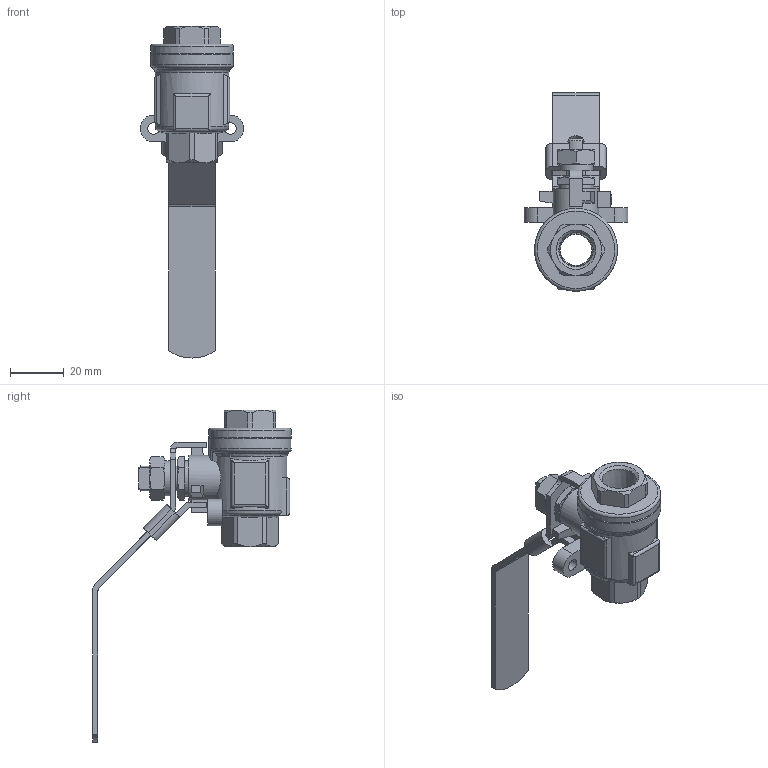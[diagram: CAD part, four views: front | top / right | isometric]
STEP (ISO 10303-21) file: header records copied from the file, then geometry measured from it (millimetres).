
FILE_DESCRIPTION(/* description */ ('STEP AP214'),/* implementation_level */ '2;1');
FILE_NAME(/* name */ '4745214_VZBE-1_4-T-63-D-2-M-V15V15',/* time_stamp */ '2024-09-18T01:33:12+02:00',/* author */ ('License CC BY-ND 4.0'),/* organization */ ('CADENAS'),/* preprocessor_version */ 'ST-DEVELOPER v19.3',/* originating_system */ 'PARTsolutions',/* authorisation */ ' ');
FILE_SCHEMA (('AUTOMOTIVE_DESIGN {1 0 10303 214 3 1 1}'));
Length unit declared in the file: millimetre
Products named in the file (1): 4745214 VZBE-1/4-T-63-D-2-M-V15V15
Bounding box: 38.5 x 73.9 x 123.4 mm (x, y, z)
Volume: 33075.1 mm3; surface area: 15927.4 mm2
Topology: 1 solids, 1 shells, 262 faces, 674 edges, 428 vertices
Faces by surface type: plane 165, cone 48, cylinder 44, torus 5
Full cylindrical faces by diameter (mm): 4.3 x2, 6 x1, 9.525 x1, 11.6 x1, 13 x1, 13.2 x1, 17 x1, 30.8 x2
Entity records: 7943 total; most frequent: CARTESIAN_POINT 1762, ORIENTED_EDGE 1302, DIRECTION 1193, EDGE_CURVE 651, VERTEX_POINT 425, AXIS2_PLACEMENT_3D 408, LINE 377, VECTOR 377
